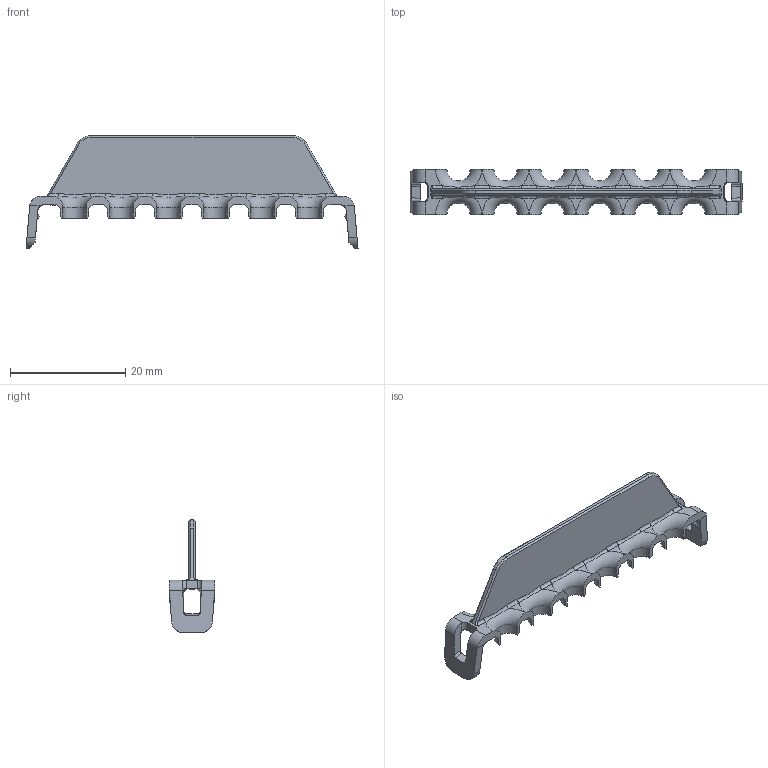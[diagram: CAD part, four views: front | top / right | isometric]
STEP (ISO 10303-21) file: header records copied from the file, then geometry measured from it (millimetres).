
FILE_DESCRIPTION((''),'2;1');
FILE_NAME('FRH-A12-T_NCF_ASM','2017-11-10T14:52:24',('20077268'),(''),'CREO PARAMETRIC BY PTC INC, 2017110','CREO PARAMETRIC BY PTC INC, 2017110','');
FILE_SCHEMA(('CONFIG_CONTROL_DESIGN'));
Length unit declared in the file: millimetre
Products named in the file (2): C38-1019_NCF; FRH-A12-T_NCF_ASM
Assembly tree (1 placements, depth 2):
  FRH-A12-T_NCF_ASM
    C38-1019_NCF
Bounding box: 57.52 x 7.83 x 19.57 mm (x, y, z)
Volume: 1203.5 mm3; surface area: 2371.8 mm2
Topology: 1 solids, 1 shells, 240 faces, 672 edges, 436 vertices
Faces by surface type: plane 114, cylinder 62, cone 28, torus 20, bspline 16
Entity records: 9410 total; most frequent: CARTESIAN_POINT 3270, ORIENTED_EDGE 1344, DIRECTION 1198, EDGE_CURVE 672, VERTEX_POINT 436, AXIS2_PLACEMENT_3D 403, VECTOR 392, LINE 392
